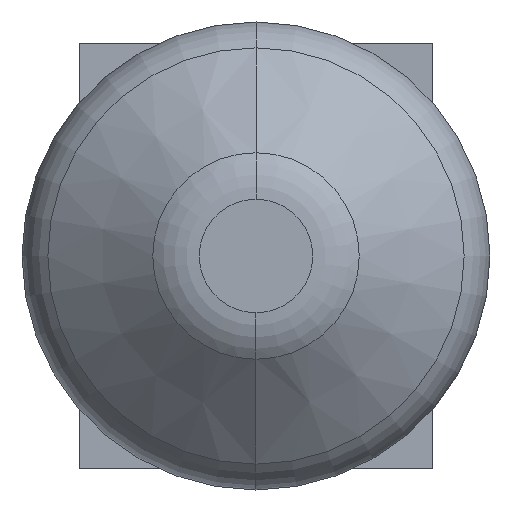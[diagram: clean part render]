
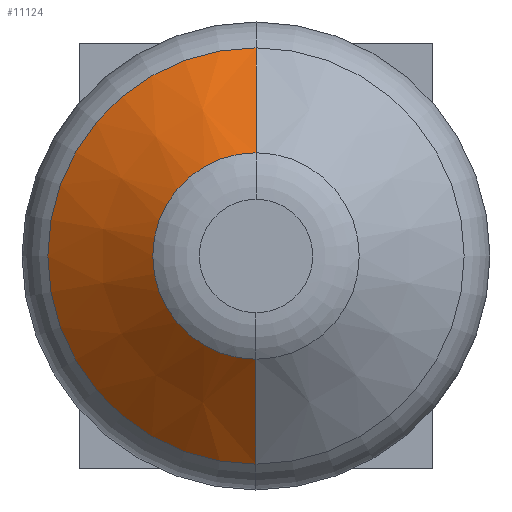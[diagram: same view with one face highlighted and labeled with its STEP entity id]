
A CAD part, left-side view. The second image highlights one B-rep face of the part: STEP entity #11124.
In plain terms, the highlighted conical face has half-angle 50 degrees and reference radius 4.928 mm.
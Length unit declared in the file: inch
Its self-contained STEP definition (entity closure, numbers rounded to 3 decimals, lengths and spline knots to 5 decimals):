
#14 = CARTESIAN_POINT ( 'NONE',  ( 0.08559, 0., -0.57596 ) ) ;
#77 = CIRCLE ( 'NONE', #3779, 0.17257 ) ;
#220 = CIRCLE ( 'NONE', #2341, 0.08559 ) ;
#415 = EDGE_CURVE ( 'NONE', #13209, #841, #220, .T. ) ;
#841 = VERTEX_POINT ( 'NONE', #12575 ) ;
#1026 = DIRECTION ( 'NONE',  ( -1., 0., 0. ) ) ;
#2184 = LINE ( 'NONE', #10547, #8851 ) ;
#2201 = ORIENTED_EDGE ( 'NONE', *, *, #415, .T. ) ;
#2341 = AXIS2_PLACEMENT_3D ( 'NONE', #2803, #4745, #6890 ) ;
#2697 = EDGE_LOOP ( 'NONE', ( #2201, #13603, #4582, #5605 ) ) ;
#2803 = CARTESIAN_POINT ( 'NONE',  ( 0., 0., -0.57596 ) ) ;
#3779 = AXIS2_PLACEMENT_3D ( 'NONE', #7257, #8126, #1026 ) ;
#4582 = ORIENTED_EDGE ( 'NONE', *, *, #6501, .T. ) ;
#4745 = DIRECTION ( 'NONE',  ( 0., 0., 1. ) ) ;
#5073 = VECTOR ( 'NONE', #5754, 39.37008 ) ;
#5341 = VERTEX_POINT ( 'NONE', #7302 ) ;
#5605 = ORIENTED_EDGE ( 'NONE', *, *, #11385, .F. ) ;
#5639 = DIRECTION ( 'NONE',  ( 1., 0., 0. ) ) ;
#5754 = DIRECTION ( 'NONE',  ( -0.766, 0., 0.643 ) ) ;
#6302 = DIRECTION ( 'NONE',  ( 0.766, 0., 0.643 ) ) ;
#6501 = EDGE_CURVE ( 'NONE', #13591, #5341, #77, .T. ) ;
#6752 = EDGE_CURVE ( 'NONE', #841, #13591, #7892, .T. ) ;
#6890 = DIRECTION ( 'NONE',  ( -1., 0., 0. ) ) ;
#7075 = FACE_OUTER_BOUND ( 'NONE', #2697, .T. ) ;
#7257 = CARTESIAN_POINT ( 'NONE',  ( 0., 0., -0.50298 ) ) ;
#7302 = CARTESIAN_POINT ( 'NONE',  ( 0.17257, 0., -0.50298 ) ) ;
#7573 = AXIS2_PLACEMENT_3D ( 'NONE', #10883, #11958, #5639 ) ;
#7892 = LINE ( 'NONE', #8928, #5073 ) ;
#8126 = DIRECTION ( 'NONE',  ( 0., 0., -1. ) ) ;
#8851 = VECTOR ( 'NONE', #6302, 39.37008 ) ;
#8928 = CARTESIAN_POINT ( 'NONE',  ( -0.194, 0., -0.485 ) ) ;
#9317 = CARTESIAN_POINT ( 'NONE',  ( -0.17257, 0., -0.50298 ) ) ;
#10547 = CARTESIAN_POINT ( 'NONE',  ( 0.194, 0., -0.485 ) ) ;
#10883 = CARTESIAN_POINT ( 'NONE',  ( 0., 0., -0.485 ) ) ;
#11124 = ADVANCED_FACE ( 'NONE', ( #7075 ), #12027, .T. ) ;
#11385 = EDGE_CURVE ( 'NONE', #13209, #5341, #2184, .T. ) ;
#11958 = DIRECTION ( 'NONE',  ( 0., 0., 1. ) ) ;
#12027 = CONICAL_SURFACE ( 'NONE', #7573, 0.194, 0.873 ) ;
#12575 = CARTESIAN_POINT ( 'NONE',  ( -0.08559, 0., -0.57596 ) ) ;
#13209 = VERTEX_POINT ( 'NONE', #14 ) ;
#13591 = VERTEX_POINT ( 'NONE', #9317 ) ;
#13603 = ORIENTED_EDGE ( 'NONE', *, *, #6752, .T. ) ;
